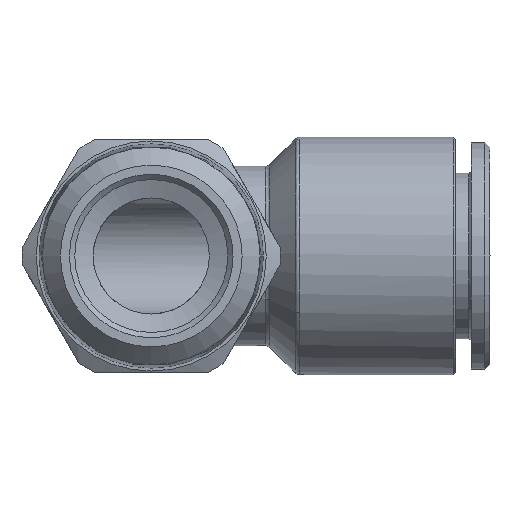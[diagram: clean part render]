
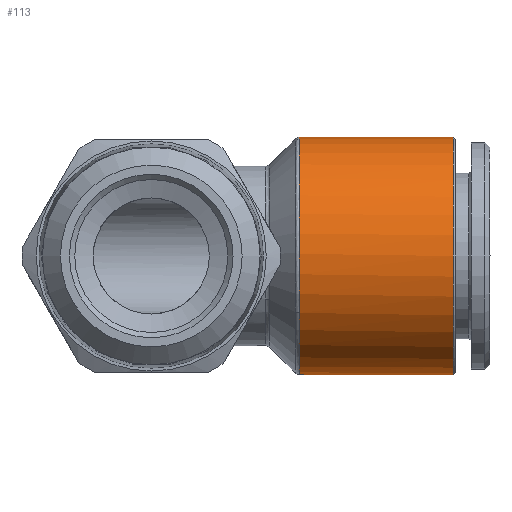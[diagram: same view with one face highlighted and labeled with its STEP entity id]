
A CAD part, front view. The second image highlights one B-rep face of the part: STEP entity #113.
In plain terms, the highlighted cylindrical face has radius 11.25 mm (diameter 22.5 mm), a full revolution.
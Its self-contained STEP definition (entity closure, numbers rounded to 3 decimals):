
#113 = ADVANCED_FACE( 'NONE', ( #237, #238 ), #239, .T. );
#237 = FACE_OUTER_BOUND( '', #1668, .T. );
#238 = FACE_OUTER_BOUND( '', #1669, .T. );
#239 = CYLINDRICAL_SURFACE( '', #1670, 11.25 );
#1668 = EDGE_LOOP( '', ( #2621 ) );
#1669 = EDGE_LOOP( '', ( #2622, #2623 ) );
#1670 = AXIS2_PLACEMENT_3D( '', #2624, #2625, #2626 );
#2621 = ORIENTED_EDGE( '', *, *, #2977, .T. );
#2622 = ORIENTED_EDGE( '', *, *, #2933, .T. );
#2623 = ORIENTED_EDGE( '', *, *, #2978, .T. );
#2624 = CARTESIAN_POINT( '', ( 14.4, 0., 0. ) );
#2625 = DIRECTION( '', ( -1., 0., 0. ) );
#2626 = DIRECTION( '', ( 0., 0., 1. ) );
#2933 = EDGE_CURVE( 'NONE', #3256, #3257, #3258, .T. );
#2977 = EDGE_CURVE( 'NONE', #3328, #3328, #3329, .T. );
#2978 = EDGE_CURVE( 'NONE', #3257, #3256, #3330, .T. );
#3256 = VERTEX_POINT( 'NONE', #3960 );
#3257 = VERTEX_POINT( 'NONE', #3961 );
#3258 = CIRCLE( '', #3962, 11.25 );
#3328 = VERTEX_POINT( '', #4143 );
#3329 = CIRCLE( '', #4144, 11.25 );
#3330 = CIRCLE( '', #4145, 11.25 );
#3960 = CARTESIAN_POINT( '', ( 14.007, 9.873, 5.394 ) );
#3961 = CARTESIAN_POINT( '', ( 14.007, -9.873, -5.394 ) );
#3962 = AXIS2_PLACEMENT_3D( '', #4413, #4414, #4415 );
#4143 = CARTESIAN_POINT( '', ( 28.6, 0., 11.25 ) );
#4144 = AXIS2_PLACEMENT_3D( '', #4499, #4500, #4501 );
#4145 = AXIS2_PLACEMENT_3D( '', #4502, #4503, #4504 );
#4413 = CARTESIAN_POINT( '', ( 14.007, 0., 0. ) );
#4414 = DIRECTION( '', ( 1., 0., 0. ) );
#4415 = DIRECTION( '', ( 0., 0., 1. ) );
#4499 = CARTESIAN_POINT( '', ( 28.6, 0., 0. ) );
#4500 = DIRECTION( '', ( -1., 0., 0. ) );
#4501 = DIRECTION( '', ( 0., 0., 1. ) );
#4502 = CARTESIAN_POINT( '', ( 14.007, 0., 0. ) );
#4503 = DIRECTION( '', ( 1., 0., 0. ) );
#4504 = DIRECTION( '', ( 0., 0., 1. ) );
